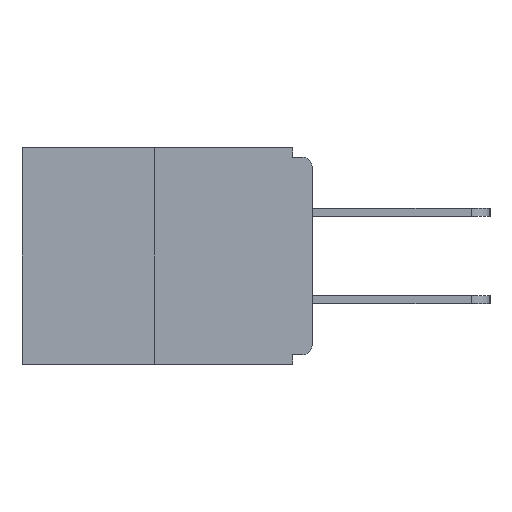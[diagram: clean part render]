
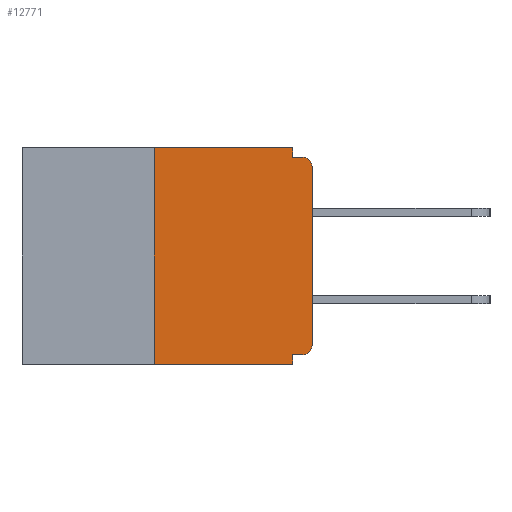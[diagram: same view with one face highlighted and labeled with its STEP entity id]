
A CAD part, left-side view. The second image highlights one B-rep face of the part: STEP entity #12771.
In plain terms, the highlighted planar face has unit normal (-1, 0, 0).
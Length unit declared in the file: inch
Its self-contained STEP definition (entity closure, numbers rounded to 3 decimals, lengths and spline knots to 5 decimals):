
#547 = CARTESIAN_POINT ( 'NONE',  ( 0., 0., 0. ) ) ;
#781 = VERTEX_POINT ( 'NONE', #7320 ) ;
#1793 = LINE ( 'NONE', #16797, #15738 ) ;
#1951 = VERTEX_POINT ( 'NONE', #15213 ) ;
#2683 = ORIENTED_EDGE ( 'NONE', *, *, #15242, .F. ) ;
#3004 = VERTEX_POINT ( 'NONE', #14881 ) ;
#3081 = AXIS2_PLACEMENT_3D ( 'NONE', #7250, #7341, #9228 ) ;
#3204 = EDGE_CURVE ( 'NONE', #25077, #1951, #26275, .T. ) ;
#3282 = EDGE_CURVE ( 'NONE', #3004, #781, #7598, .T. ) ;
#3672 = AXIS2_PLACEMENT_3D ( 'NONE', #23592, #8226, #23314 ) ;
#3960 = FACE_OUTER_BOUND ( 'NONE', #16130, .T. ) ;
#4179 = DIRECTION ( 'NONE',  ( 0., -1., 0. ) ) ;
#4365 = AXIS2_PLACEMENT_3D ( 'NONE', #21367, #10714, #8348 ) ;
#4841 = ORIENTED_EDGE ( 'NONE', *, *, #21256, .F. ) ;
#5494 = EDGE_CURVE ( 'NONE', #25077, #21094, #18381, .T. ) ;
#5701 = EDGE_CURVE ( 'NONE', #19130, #6532, #13572, .T. ) ;
#5731 = ORIENTED_EDGE ( 'NONE', *, *, #19524, .F. ) ;
#6244 = VERTEX_POINT ( 'NONE', #24614 ) ;
#6246 = DIRECTION ( 'NONE',  ( 0., 0., -1. ) ) ;
#6532 = VERTEX_POINT ( 'NONE', #11849 ) ;
#6718 = ORIENTED_EDGE ( 'NONE', *, *, #6849, .F. ) ;
#6849 = EDGE_CURVE ( 'NONE', #6532, #781, #7058, .T. ) ;
#6976 = CARTESIAN_POINT ( 'NONE',  ( 0., 0.031, -0.328 ) ) ;
#7058 = LINE ( 'NONE', #12438, #12147 ) ;
#7250 = CARTESIAN_POINT ( 'NONE',  ( 0., 0.015, -0.03 ) ) ;
#7252 = DIRECTION ( 'NONE',  ( 0., 0., -1. ) ) ;
#7320 = CARTESIAN_POINT ( 'NONE',  ( 0., 0.015, -0.015 ) ) ;
#7341 = DIRECTION ( 'NONE',  ( -1., 0., 0. ) ) ;
#7387 = CARTESIAN_POINT ( 'NONE',  ( 0., 0.25, 0. ) ) ;
#7598 = CIRCLE ( 'NONE', #3081, 0.015 ) ;
#7773 = LINE ( 'NONE', #547, #26781 ) ;
#8226 = DIRECTION ( 'NONE',  ( -1., 0., 0. ) ) ;
#8348 = DIRECTION ( 'NONE',  ( 0., 0., -1. ) ) ;
#8576 = CARTESIAN_POINT ( 'NONE',  ( 0., 0., -0.328 ) ) ;
#8665 = CARTESIAN_POINT ( 'NONE',  ( 0., 0.46, -0.343 ) ) ;
#9228 = DIRECTION ( 'NONE',  ( 0., 0., -1. ) ) ;
#9448 = VECTOR ( 'NONE', #10854, 39.37008 ) ;
#9550 = CARTESIAN_POINT ( 'NONE',  ( 0., 0.25, -0.343 ) ) ;
#9779 = CARTESIAN_POINT ( 'NONE',  ( 0., 0.25, 0. ) ) ;
#10714 = DIRECTION ( 'NONE',  ( 1., 0., 0. ) ) ;
#10854 = DIRECTION ( 'NONE',  ( 0., 1., 0. ) ) ;
#10884 = VECTOR ( 'NONE', #12198, 39.37008 ) ;
#11578 = ORIENTED_EDGE ( 'NONE', *, *, #3282, .T. ) ;
#11849 = CARTESIAN_POINT ( 'NONE',  ( 0., 0.031, -0.015 ) ) ;
#12147 = VECTOR ( 'NONE', #18736, 39.37008 ) ;
#12198 = DIRECTION ( 'NONE',  ( 0., 0., 1. ) ) ;
#12438 = CARTESIAN_POINT ( 'NONE',  ( 0., 0., -0.015 ) ) ;
#12771 = ADVANCED_FACE ( 'NONE', ( #3960 ), #19260, .F. ) ;
#13201 = VECTOR ( 'NONE', #7252, 39.37008 ) ;
#13572 = LINE ( 'NONE', #20177, #13201 ) ;
#13776 = VERTEX_POINT ( 'NONE', #26735 ) ;
#14881 = CARTESIAN_POINT ( 'NONE',  ( 0., 0., -0.03 ) ) ;
#15041 = EDGE_CURVE ( 'NONE', #13776, #6244, #21043, .T. ) ;
#15213 = CARTESIAN_POINT ( 'NONE',  ( 0., 0.031, -0.343 ) ) ;
#15242 = EDGE_CURVE ( 'NONE', #13776, #16663, #16917, .T. ) ;
#15738 = VECTOR ( 'NONE', #4179, 39.37008 ) ;
#16130 = EDGE_LOOP ( 'NONE', ( #4841, #23677, #24922, #5731, #2683, #20933, #17106, #11578, #6718, #24319 ) ) ;
#16136 = EDGE_CURVE ( 'NONE', #6244, #3004, #7773, .T. ) ;
#16663 = VERTEX_POINT ( 'NONE', #6976 ) ;
#16797 = CARTESIAN_POINT ( 'NONE',  ( 0., 0.46, 0. ) ) ;
#16917 = LINE ( 'NONE', #8576, #9448 ) ;
#17106 = ORIENTED_EDGE ( 'NONE', *, *, #16136, .T. ) ;
#18381 = LINE ( 'NONE', #7387, #10884 ) ;
#18736 = DIRECTION ( 'NONE',  ( 0., -1., 0. ) ) ;
#19130 = VERTEX_POINT ( 'NONE', #21799 ) ;
#19139 = VECTOR ( 'NONE', #25774, 39.37008 ) ;
#19260 = PLANE ( 'NONE',  #4365 ) ;
#19524 = EDGE_CURVE ( 'NONE', #16663, #1951, #21135, .T. ) ;
#20177 = CARTESIAN_POINT ( 'NONE',  ( 0., 0.031, 0. ) ) ;
#20933 = ORIENTED_EDGE ( 'NONE', *, *, #15041, .T. ) ;
#21043 = CIRCLE ( 'NONE', #3672, 0.015 ) ;
#21094 = VERTEX_POINT ( 'NONE', #9779 ) ;
#21135 = LINE ( 'NONE', #27897, #26218 ) ;
#21256 = EDGE_CURVE ( 'NONE', #21094, #19130, #1793, .T. ) ;
#21367 = CARTESIAN_POINT ( 'NONE',  ( 0., 0.46, 0. ) ) ;
#21799 = CARTESIAN_POINT ( 'NONE',  ( 0., 0.031, 0. ) ) ;
#23314 = DIRECTION ( 'NONE',  ( 0., 0., -1. ) ) ;
#23592 = CARTESIAN_POINT ( 'NONE',  ( 0., 0.015, -0.313 ) ) ;
#23677 = ORIENTED_EDGE ( 'NONE', *, *, #5494, .F. ) ;
#24319 = ORIENTED_EDGE ( 'NONE', *, *, #5701, .F. ) ;
#24614 = CARTESIAN_POINT ( 'NONE',  ( 0., 0., -0.313 ) ) ;
#24922 = ORIENTED_EDGE ( 'NONE', *, *, #3204, .T. ) ;
#25077 = VERTEX_POINT ( 'NONE', #9550 ) ;
#25774 = DIRECTION ( 'NONE',  ( 0., -1., 0. ) ) ;
#26218 = VECTOR ( 'NONE', #6246, 39.37008 ) ;
#26275 = LINE ( 'NONE', #8665, #19139 ) ;
#26735 = CARTESIAN_POINT ( 'NONE',  ( 0., 0.015, -0.328 ) ) ;
#26781 = VECTOR ( 'NONE', #27971, 39.37008 ) ;
#27897 = CARTESIAN_POINT ( 'NONE',  ( 0., 0.031, -0.343 ) ) ;
#27971 = DIRECTION ( 'NONE',  ( 0., 0., 1. ) ) ;
